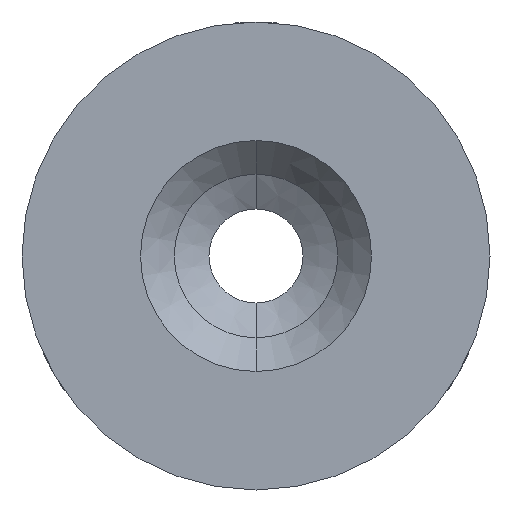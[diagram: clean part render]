
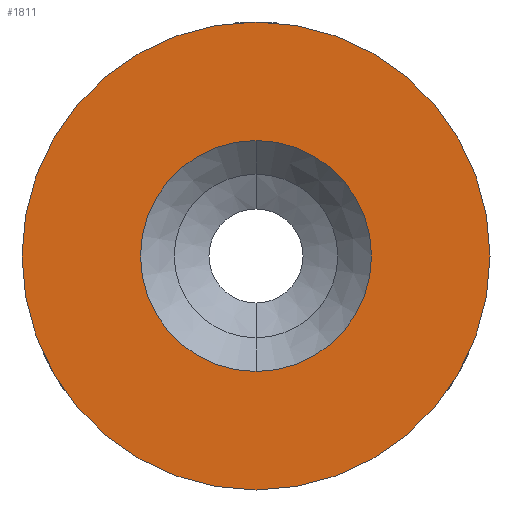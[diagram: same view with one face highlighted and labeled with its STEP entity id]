
A CAD part, front view. The second image highlights one B-rep face of the part: STEP entity #1811.
In plain terms, the highlighted planar face has unit normal (0, -1, 0).
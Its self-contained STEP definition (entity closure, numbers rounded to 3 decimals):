
#6 = AXIS2_PLACEMENT_3D ( 'NONE', #1842, #109, #2103 ) ;
#101 = VERTEX_POINT ( 'NONE', #1808 ) ;
#109 = DIRECTION ( 'NONE',  ( 0., -1., 0. ) ) ;
#133 = ORIENTED_EDGE ( 'NONE', *, *, #2929, .T. ) ;
#248 = CARTESIAN_POINT ( 'NONE',  ( 0., 0., 0. ) ) ;
#501 = DIRECTION ( 'NONE',  ( 0., 0., -1. ) ) ;
#619 = EDGE_CURVE ( 'NONE', #2189, #1573, #2752, .T. ) ;
#642 = DIRECTION ( 'NONE',  ( 0., -1., 0. ) ) ;
#856 = DIRECTION ( 'NONE',  ( 0., 0., -1. ) ) ;
#928 = CIRCLE ( 'NONE', #1042, 11.45 ) ;
#1025 = FACE_BOUND ( 'NONE', #2798, .T. ) ;
#1042 = AXIS2_PLACEMENT_3D ( 'NONE', #248, #1312, #501 ) ;
#1087 = DIRECTION ( 'NONE',  ( 0., -1., 0. ) ) ;
#1093 = ORIENTED_EDGE ( 'NONE', *, *, #1886, .F. ) ;
#1138 = ORIENTED_EDGE ( 'NONE', *, *, #619, .F. ) ;
#1158 = AXIS2_PLACEMENT_3D ( 'NONE', #2375, #1087, #856 ) ;
#1167 = DIRECTION ( 'NONE',  ( 0., 0., -1. ) ) ;
#1312 = DIRECTION ( 'NONE',  ( 0., -1., 0. ) ) ;
#1349 = AXIS2_PLACEMENT_3D ( 'NONE', #1402, #642, #1167 ) ;
#1402 = CARTESIAN_POINT ( 'NONE',  ( 0., 0., 0. ) ) ;
#1497 = PLANE ( 'NONE',  #1598 ) ;
#1573 = VERTEX_POINT ( 'NONE', #2641 ) ;
#1598 = AXIS2_PLACEMENT_3D ( 'NONE', #2533, #1764, #2036 ) ;
#1619 = EDGE_CURVE ( 'NONE', #101, #2244, #3190, .T. ) ;
#1764 = DIRECTION ( 'NONE',  ( 0., 1., 0. ) ) ;
#1778 = CARTESIAN_POINT ( 'NONE',  ( 0., 0., -5.65 ) ) ;
#1808 = CARTESIAN_POINT ( 'NONE',  ( 0., 0., 11.45 ) ) ;
#1811 = ADVANCED_FACE ( 'NONE', ( #1025, #3065 ), #1497, .F. ) ;
#1842 = CARTESIAN_POINT ( 'NONE',  ( 0., 0., 0. ) ) ;
#1886 = EDGE_CURVE ( 'NONE', #1573, #2189, #3251, .T. ) ;
#2031 = CARTESIAN_POINT ( 'NONE',  ( 0., 0., -11.45 ) ) ;
#2036 = DIRECTION ( 'NONE',  ( 0., 0., 1. ) ) ;
#2103 = DIRECTION ( 'NONE',  ( 0., 0., -1. ) ) ;
#2189 = VERTEX_POINT ( 'NONE', #1778 ) ;
#2244 = VERTEX_POINT ( 'NONE', #2031 ) ;
#2375 = CARTESIAN_POINT ( 'NONE',  ( 0., 0., 0. ) ) ;
#2533 = CARTESIAN_POINT ( 'NONE',  ( -5.65, 0., 0. ) ) ;
#2640 = EDGE_LOOP ( 'NONE', ( #133, #3241 ) ) ;
#2641 = CARTESIAN_POINT ( 'NONE',  ( 0., 0., 5.65 ) ) ;
#2752 = CIRCLE ( 'NONE', #1349, 5.65 ) ;
#2798 = EDGE_LOOP ( 'NONE', ( #1138, #1093 ) ) ;
#2929 = EDGE_CURVE ( 'NONE', #2244, #101, #928, .T. ) ;
#3065 = FACE_OUTER_BOUND ( 'NONE', #2640, .T. ) ;
#3190 = CIRCLE ( 'NONE', #1158, 11.45 ) ;
#3241 = ORIENTED_EDGE ( 'NONE', *, *, #1619, .T. ) ;
#3251 = CIRCLE ( 'NONE', #6, 5.65 ) ;
